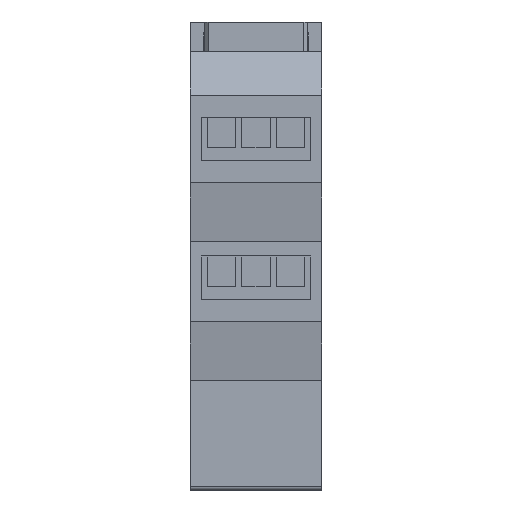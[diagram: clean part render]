
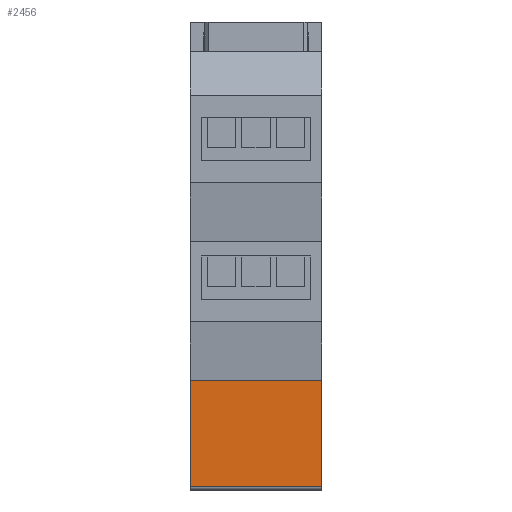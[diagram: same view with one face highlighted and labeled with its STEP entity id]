
A CAD part, front view. The second image highlights one B-rep face of the part: STEP entity #2456.
In plain terms, the highlighted planar face has unit normal (0, -1, 0).
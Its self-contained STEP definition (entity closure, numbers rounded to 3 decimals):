
#551 = AXIS2_PLACEMENT_3D ( 'NONE', #2222, #13534, #1306 ) ;
#812 = VECTOR ( 'NONE', #11004, 1000. ) ;
#971 = ORIENTED_EDGE ( 'NONE', *, *, #8442, .F. ) ;
#1044 = ORIENTED_EDGE ( 'NONE', *, *, #6230, .F. ) ;
#1306 = DIRECTION ( 'NONE',  ( 0., 0., 1. ) ) ;
#1537 = CARTESIAN_POINT ( 'NONE',  ( 9., -22.5, -59.5 ) ) ;
#2217 = VECTOR ( 'NONE', #5503, 1000. ) ;
#2222 = CARTESIAN_POINT ( 'NONE',  ( 9., -22.5, -45. ) ) ;
#2352 = LINE ( 'NONE', #10957, #812 ) ;
#2378 = CARTESIAN_POINT ( 'NONE',  ( -9., -22.5, 0. ) ) ;
#2422 = CARTESIAN_POINT ( 'NONE',  ( -9., -22.5, -59.5 ) ) ;
#2456 = ADVANCED_FACE ( 'NONE', ( #4817 ), #8930, .F. ) ;
#4055 = ORIENTED_EDGE ( 'NONE', *, *, #9838, .F. ) ;
#4110 = VERTEX_POINT ( 'NONE', #2422 ) ;
#4155 = VERTEX_POINT ( 'NONE', #12129 ) ;
#4817 = FACE_OUTER_BOUND ( 'NONE', #13210, .T. ) ;
#5503 = DIRECTION ( 'NONE',  ( -1., 0., 0. ) ) ;
#6189 = VERTEX_POINT ( 'NONE', #12326 ) ;
#6230 = EDGE_CURVE ( 'NONE', #4155, #7044, #8428, .T. ) ;
#6463 = ORIENTED_EDGE ( 'NONE', *, *, #11575, .T. ) ;
#6917 = VECTOR ( 'NONE', #12585, 1000. ) ;
#7044 = VERTEX_POINT ( 'NONE', #11770 ) ;
#7452 = VECTOR ( 'NONE', #14333, 1000. ) ;
#8428 = LINE ( 'NONE', #9991, #6917 ) ;
#8442 = EDGE_CURVE ( 'NONE', #4110, #6189, #10628, .T. ) ;
#8930 = PLANE ( 'NONE',  #551 ) ;
#9838 = EDGE_CURVE ( 'NONE', #7044, #4110, #11464, .T. ) ;
#9991 = CARTESIAN_POINT ( 'NONE',  ( 9., -22.5, -45. ) ) ;
#10628 = LINE ( 'NONE', #2378, #7452 ) ;
#10957 = CARTESIAN_POINT ( 'NONE',  ( 9., -22.5, -45. ) ) ;
#11004 = DIRECTION ( 'NONE',  ( -1., 0., 0. ) ) ;
#11464 = LINE ( 'NONE', #1537, #2217 ) ;
#11575 = EDGE_CURVE ( 'NONE', #4155, #6189, #2352, .T. ) ;
#11770 = CARTESIAN_POINT ( 'NONE',  ( 9., -22.5, -59.5 ) ) ;
#12129 = CARTESIAN_POINT ( 'NONE',  ( 9., -22.5, -45. ) ) ;
#12326 = CARTESIAN_POINT ( 'NONE',  ( -9., -22.5, -45. ) ) ;
#12585 = DIRECTION ( 'NONE',  ( 0., 0., -1. ) ) ;
#13210 = EDGE_LOOP ( 'NONE', ( #4055, #1044, #6463, #971 ) ) ;
#13534 = DIRECTION ( 'NONE',  ( 0., 1., 0. ) ) ;
#14333 = DIRECTION ( 'NONE',  ( 0., 0., 1. ) ) ;
